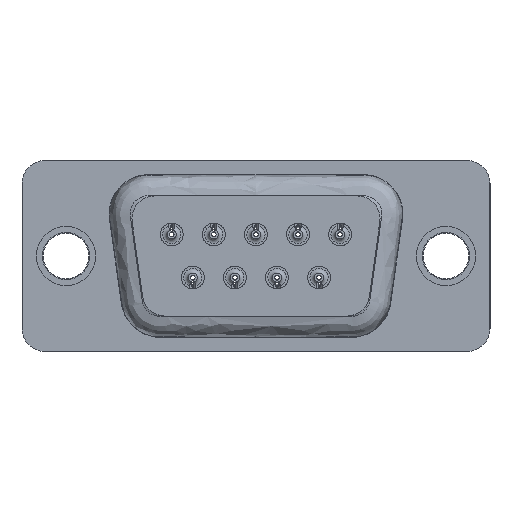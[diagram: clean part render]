
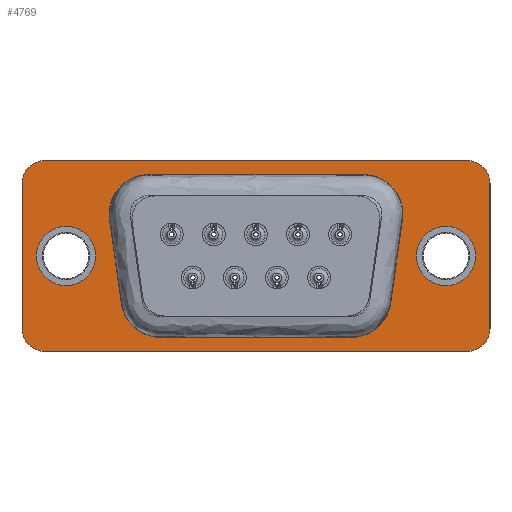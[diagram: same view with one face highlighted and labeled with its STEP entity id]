
A CAD part, front view. The second image highlights one B-rep face of the part: STEP entity #4769.
In plain terms, the highlighted planar face has unit normal (0, -1, 0).
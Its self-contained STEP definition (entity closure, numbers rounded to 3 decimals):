
#549=LINE('',#8149,#861);
#550=LINE('',#8153,#862);
#551=LINE('',#8157,#863);
#552=LINE('',#8161,#864);
#553=LINE('',#8165,#865);
#554=LINE('',#8169,#866);
#555=LINE('',#8173,#867);
#556=LINE('',#8177,#868);
#861=VECTOR('',#6578,1000.);
#862=VECTOR('',#6581,1000.);
#863=VECTOR('',#6584,1000.);
#864=VECTOR('',#6587,1000.);
#865=VECTOR('',#6590,1000.);
#866=VECTOR('',#6593,1000.);
#867=VECTOR('',#6596,1000.);
#868=VECTOR('',#6599,1000.);
#1841=ORIENTED_EDGE('',*,*,#2735,.T.);
#1842=ORIENTED_EDGE('',*,*,#2736,.T.);
#1843=ORIENTED_EDGE('',*,*,#2737,.T.);
#1844=ORIENTED_EDGE('',*,*,#2738,.T.);
#1845=ORIENTED_EDGE('',*,*,#2739,.T.);
#1846=ORIENTED_EDGE('',*,*,#2740,.T.);
#1847=ORIENTED_EDGE('',*,*,#2741,.T.);
#1848=ORIENTED_EDGE('',*,*,#2742,.T.);
#1849=ORIENTED_EDGE('',*,*,#2743,.T.);
#1850=ORIENTED_EDGE('',*,*,#2744,.T.);
#1851=ORIENTED_EDGE('',*,*,#2745,.F.);
#1852=ORIENTED_EDGE('',*,*,#2746,.F.);
#1853=ORIENTED_EDGE('',*,*,#2747,.F.);
#1854=ORIENTED_EDGE('',*,*,#2748,.F.);
#1855=ORIENTED_EDGE('',*,*,#2749,.F.);
#1856=ORIENTED_EDGE('',*,*,#2750,.F.);
#1857=ORIENTED_EDGE('',*,*,#2751,.F.);
#1858=ORIENTED_EDGE('',*,*,#2752,.F.);
#2735=EDGE_CURVE('',#3252,#3252,#3614,.T.);
#2736=EDGE_CURVE('',#3253,#3253,#3615,.T.);
#2737=EDGE_CURVE('',#3254,#3255,#3616,.T.);
#2738=EDGE_CURVE('',#3255,#3256,#549,.T.);
#2739=EDGE_CURVE('',#3256,#3257,#3617,.T.);
#2740=EDGE_CURVE('',#3257,#3258,#550,.T.);
#2741=EDGE_CURVE('',#3258,#3259,#3618,.T.);
#2742=EDGE_CURVE('',#3259,#3260,#551,.T.);
#2743=EDGE_CURVE('',#3260,#3261,#3619,.T.);
#2744=EDGE_CURVE('',#3261,#3254,#552,.T.);
#2745=EDGE_CURVE('',#3262,#3263,#3620,.T.);
#2746=EDGE_CURVE('',#3264,#3262,#553,.T.);
#2747=EDGE_CURVE('',#3265,#3264,#3621,.T.);
#2748=EDGE_CURVE('',#3266,#3265,#554,.T.);
#2749=EDGE_CURVE('',#3267,#3266,#3622,.T.);
#2750=EDGE_CURVE('',#3268,#3267,#555,.T.);
#2751=EDGE_CURVE('',#3269,#3268,#3623,.T.);
#2752=EDGE_CURVE('',#3263,#3269,#556,.T.);
#3252=VERTEX_POINT('',#8143);
#3253=VERTEX_POINT('',#8145);
#3254=VERTEX_POINT('',#8147);
#3255=VERTEX_POINT('',#8148);
#3256=VERTEX_POINT('',#8150);
#3257=VERTEX_POINT('',#8152);
#3258=VERTEX_POINT('',#8154);
#3259=VERTEX_POINT('',#8156);
#3260=VERTEX_POINT('',#8158);
#3261=VERTEX_POINT('',#8160);
#3262=VERTEX_POINT('',#8163);
#3263=VERTEX_POINT('',#8164);
#3264=VERTEX_POINT('',#8166);
#3265=VERTEX_POINT('',#8168);
#3266=VERTEX_POINT('',#8170);
#3267=VERTEX_POINT('',#8172);
#3268=VERTEX_POINT('',#8174);
#3269=VERTEX_POINT('',#8176);
#3614=CIRCLE('',#5332,1.95);
#3615=CIRCLE('',#5333,1.95);
#3616=CIRCLE('',#5334,2.6);
#3617=CIRCLE('',#5335,2.6);
#3618=CIRCLE('',#5336,2.6);
#3619=CIRCLE('',#5337,2.6);
#3620=CIRCLE('',#5338,1.5);
#3621=CIRCLE('',#5339,1.5);
#3622=CIRCLE('',#5340,1.5);
#3623=CIRCLE('',#5341,1.5);
#3953=EDGE_LOOP('',(#1841));
#3954=EDGE_LOOP('',(#1842));
#3955=EDGE_LOOP('',(#1843,#1844,#1845,#1846,#1847,#1848,#1849,#1850));
#3956=EDGE_LOOP('',(#1851,#1852,#1853,#1854,#1855,#1856,#1857,#1858));
#4344=FACE_BOUND('',#3953,.T.);
#4345=FACE_BOUND('',#3954,.T.);
#4346=FACE_BOUND('',#3955,.T.);
#4347=FACE_BOUND('',#3956,.T.);
#4520=PLANE('',#5331);
#4769=ADVANCED_FACE('',(#4344,#4345,#4346,#4347),#4520,.F.);
#5331=AXIS2_PLACEMENT_3D('',#8141,#6570,#6571);
#5332=AXIS2_PLACEMENT_3D('',#8142,#6572,#6573);
#5333=AXIS2_PLACEMENT_3D('',#8144,#6574,#6575);
#5334=AXIS2_PLACEMENT_3D('',#8146,#6576,#6577);
#5335=AXIS2_PLACEMENT_3D('',#8151,#6579,#6580);
#5336=AXIS2_PLACEMENT_3D('',#8155,#6582,#6583);
#5337=AXIS2_PLACEMENT_3D('',#8159,#6585,#6586);
#5338=AXIS2_PLACEMENT_3D('',#8162,#6588,#6589);
#5339=AXIS2_PLACEMENT_3D('',#8167,#6591,#6592);
#5340=AXIS2_PLACEMENT_3D('',#8171,#6594,#6595);
#5341=AXIS2_PLACEMENT_3D('',#8175,#6597,#6598);
#6570=DIRECTION('',(0.,1.,0.));
#6571=DIRECTION('',(0.,0.,1.));
#6572=DIRECTION('',(0.,1.,0.));
#6573=DIRECTION('',(0.,0.,1.));
#6574=DIRECTION('',(0.,1.,0.));
#6575=DIRECTION('',(0.,0.,1.));
#6576=DIRECTION('',(0.,1.,0.));
#6577=DIRECTION('',(1.,0.,0.));
#6578=DIRECTION('',(1.,0.,0.));
#6579=DIRECTION('',(0.,1.,0.));
#6580=DIRECTION('',(-1.,0.,0.));
#6581=DIRECTION('',(-0.139,0.,-0.99));
#6582=DIRECTION('',(0.,1.,0.));
#6583=DIRECTION('',(1.,0.,0.));
#6584=DIRECTION('',(-1.,0.,0.));
#6585=DIRECTION('',(0.,1.,0.));
#6586=DIRECTION('',(1.,0.,0.));
#6587=DIRECTION('',(-0.139,0.,0.99));
#6588=DIRECTION('',(0.,1.,0.));
#6589=DIRECTION('',(1.,0.,0.));
#6590=DIRECTION('',(0.,0.,1.));
#6591=DIRECTION('',(0.,1.,0.));
#6592=DIRECTION('',(1.,0.,0.));
#6593=DIRECTION('',(-1.,0.,0.));
#6594=DIRECTION('',(0.,1.,0.));
#6595=DIRECTION('',(1.,0.,0.));
#6596=DIRECTION('',(0.,0.,-1.));
#6597=DIRECTION('',(0.,1.,0.));
#6598=DIRECTION('',(-1.,0.,0.));
#6599=DIRECTION('',(1.,0.,0.));
#8141=CARTESIAN_POINT('',(-13.9,0.,4.775));
#8142=CARTESIAN_POINT('',(12.5,0.,0.));
#8143=CARTESIAN_POINT('',(12.5,0.,1.95));
#8144=CARTESIAN_POINT('',(-12.5,0.,0.));
#8145=CARTESIAN_POINT('',(-12.5,0.,1.95));
#8146=CARTESIAN_POINT('',(-7.065,0.,2.76));
#8147=CARTESIAN_POINT('',(-9.64,0.,2.398));
#8148=CARTESIAN_POINT('',(-7.065,0.,5.36));
#8149=CARTESIAN_POINT('',(-7.065,0.,5.36));
#8150=CARTESIAN_POINT('',(7.065,0.,5.36));
#8151=CARTESIAN_POINT('',(7.065,0.,2.76));
#8152=CARTESIAN_POINT('',(9.64,0.,2.398));
#8153=CARTESIAN_POINT('',(9.64,0.,2.398));
#8154=CARTESIAN_POINT('',(8.864,0.,-3.122));
#8155=CARTESIAN_POINT('',(6.289,0.,-2.76));
#8156=CARTESIAN_POINT('',(6.289,0.,-5.36));
#8157=CARTESIAN_POINT('',(6.289,0.,-5.36));
#8158=CARTESIAN_POINT('',(-6.289,0.,-5.36));
#8159=CARTESIAN_POINT('',(-6.289,0.,-2.76));
#8160=CARTESIAN_POINT('',(-8.864,0.,-3.122));
#8161=CARTESIAN_POINT('',(-8.864,0.,-3.122));
#8162=CARTESIAN_POINT('',(-13.9,0.,4.775));
#8163=CARTESIAN_POINT('',(-15.4,0.,4.775));
#8164=CARTESIAN_POINT('',(-13.9,0.,6.275));
#8165=CARTESIAN_POINT('',(-15.4,0.,-4.775));
#8166=CARTESIAN_POINT('',(-15.4,0.,-4.775));
#8167=CARTESIAN_POINT('',(-13.9,0.,-4.775));
#8168=CARTESIAN_POINT('',(-13.9,0.,-6.275));
#8169=CARTESIAN_POINT('',(13.9,0.,-6.275));
#8170=CARTESIAN_POINT('',(13.9,0.,-6.275));
#8171=CARTESIAN_POINT('',(13.9,0.,-4.775));
#8172=CARTESIAN_POINT('',(15.4,0.,-4.775));
#8173=CARTESIAN_POINT('',(15.4,0.,4.775));
#8174=CARTESIAN_POINT('',(15.4,0.,4.775));
#8175=CARTESIAN_POINT('',(13.9,0.,4.775));
#8176=CARTESIAN_POINT('',(13.9,0.,6.275));
#8177=CARTESIAN_POINT('',(-13.9,0.,6.275));
